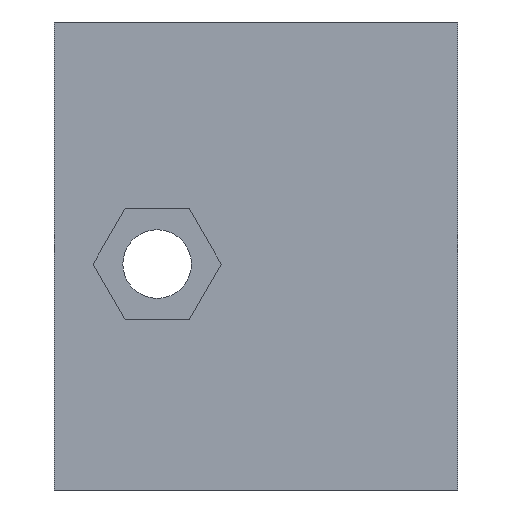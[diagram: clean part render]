
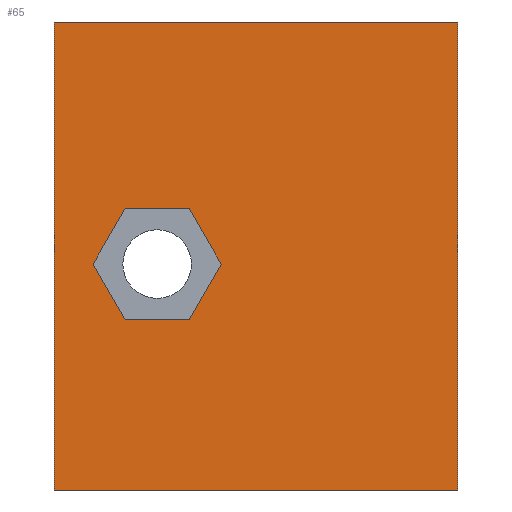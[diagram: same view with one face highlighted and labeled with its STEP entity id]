
A CAD part, left-side view. The second image highlights one B-rep face of the part: STEP entity #65.
In plain terms, the highlighted planar face has unit normal (-1, 0, 0).
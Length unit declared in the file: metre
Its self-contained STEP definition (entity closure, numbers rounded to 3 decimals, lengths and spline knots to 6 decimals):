
#65 = ADVANCED_FACE( '', ( #135, #136 ), #137, .T. );
#135 = FACE_OUTER_BOUND( '', #210, .T. );
#136 = FACE_BOUND( '', #211, .T. );
#137 = PLANE( '', #212 );
#210 = EDGE_LOOP( '', ( #334, #335, #336, #337 ) );
#211 = EDGE_LOOP( '', ( #338, #339, #340, #341, #342, #343 ) );
#212 = AXIS2_PLACEMENT_3D( '', #344, #345, #346 );
#334 = ORIENTED_EDGE( '', *, *, #440, .F. );
#335 = ORIENTED_EDGE( '', *, *, #436, .T. );
#336 = ORIENTED_EDGE( '', *, *, #469, .T. );
#337 = ORIENTED_EDGE( '', *, *, #476, .F. );
#338 = ORIENTED_EDGE( '', *, *, #477, .T. );
#339 = ORIENTED_EDGE( '', *, *, #464, .T. );
#340 = ORIENTED_EDGE( '', *, *, #460, .T. );
#341 = ORIENTED_EDGE( '', *, *, #478, .T. );
#342 = ORIENTED_EDGE( '', *, *, #479, .T. );
#343 = ORIENTED_EDGE( '', *, *, #480, .T. );
#344 = CARTESIAN_POINT( '', ( -0.0142, 0.0362, 0.0324 ) );
#345 = DIRECTION( '', ( -1., 0., 0. ) );
#346 = DIRECTION( '', ( 0., -1., 0. ) );
#436 = EDGE_CURVE( '', #512, #510, #513, .T. );
#440 = EDGE_CURVE( '', #512, #518, #519, .T. );
#460 = EDGE_CURVE( '', #551, #549, #552, .T. );
#464 = EDGE_CURVE( '', #557, #551, #558, .T. );
#469 = EDGE_CURVE( '', #510, #563, #565, .T. );
#476 = EDGE_CURVE( '', #518, #563, #573, .T. );
#477 = EDGE_CURVE( '', #574, #557, #575, .T. );
#478 = EDGE_CURVE( '', #549, #576, #577, .T. );
#479 = EDGE_CURVE( '', #576, #578, #579, .T. );
#480 = EDGE_CURVE( '', #578, #574, #580, .T. );
#510 = VERTEX_POINT( '', #618 );
#512 = VERTEX_POINT( '', #621 );
#513 = LINE( '', #622, #623 );
#518 = VERTEX_POINT( '', #630 );
#519 = LINE( '', #631, #632 );
#549 = VERTEX_POINT( '', #674 );
#551 = VERTEX_POINT( '', #677 );
#552 = LINE( '', #678, #679 );
#557 = VERTEX_POINT( '', #686 );
#558 = LINE( '', #687, #688 );
#563 = VERTEX_POINT( '', #695 );
#565 = LINE( '', #698, #699 );
#573 = LINE( '', #709, #710 );
#574 = VERTEX_POINT( '', #711 );
#575 = LINE( '', #712, #713 );
#576 = VERTEX_POINT( '', #714 );
#577 = LINE( '', #715, #716 );
#578 = VERTEX_POINT( '', #717 );
#579 = LINE( '', #718, #719 );
#580 = LINE( '', #720, #721 );
#618 = CARTESIAN_POINT( '', ( -0.0142, 0.0262, 0.0208 ) );
#621 = CARTESIAN_POINT( '', ( -0.0142, 0.0462, 0.0208 ) );
#622 = CARTESIAN_POINT( '', ( -0.0142, 0.039453, 0.0208 ) );
#623 = VECTOR( '', #762, 1. );
#630 = CARTESIAN_POINT( '', ( -0.0142, 0.0462, 0.044 ) );
#631 = CARTESIAN_POINT( '', ( -0.0142, 0.0462, 0.020798 ) );
#632 = VECTOR( '', #765, 1. );
#674 = CARTESIAN_POINT( '', ( -0.0142, 0.042688, 0.02925 ) );
#677 = CARTESIAN_POINT( '', ( -0.0142, 0.039512, 0.02925 ) );
#678 = CARTESIAN_POINT( '', ( -0.0142, 0.0411, 0.02925 ) );
#679 = VECTOR( '', #785, 1. );
#686 = CARTESIAN_POINT( '', ( -0.0142, 0.037925, 0.032 ) );
#687 = CARTESIAN_POINT( '', ( -0.0142, 0.038718, 0.030625 ) );
#688 = VECTOR( '', #788, 1. );
#695 = CARTESIAN_POINT( '', ( -0.0142, 0.0262, 0.044 ) );
#698 = CARTESIAN_POINT( '', ( -0.0142, 0.0262, 0.0324 ) );
#699 = VECTOR( '', #792, 1. );
#709 = CARTESIAN_POINT( '', ( -0.0142, 0.0362, 0.044 ) );
#710 = VECTOR( '', #798, 1. );
#711 = CARTESIAN_POINT( '', ( -0.0142, 0.039512, 0.03475 ) );
#712 = CARTESIAN_POINT( '', ( -0.0142, 0.038718, 0.033375 ) );
#713 = VECTOR( '', #799, 1. );
#714 = CARTESIAN_POINT( '', ( -0.0142, 0.044275, 0.032 ) );
#715 = CARTESIAN_POINT( '', ( -0.0142, 0.043482, 0.030625 ) );
#716 = VECTOR( '', #800, 1. );
#717 = CARTESIAN_POINT( '', ( -0.0142, 0.042688, 0.03475 ) );
#718 = CARTESIAN_POINT( '', ( -0.0142, 0.043482, 0.033375 ) );
#719 = VECTOR( '', #801, 1. );
#720 = CARTESIAN_POINT( '', ( -0.0142, 0.0411, 0.03475 ) );
#721 = VECTOR( '', #802, 1. );
#762 = DIRECTION( '', ( 0., -1., 0. ) );
#765 = DIRECTION( '', ( 0., 0., 1. ) );
#785 = DIRECTION( '', ( 0., 1., 0. ) );
#788 = DIRECTION( '', ( 0., 0.5, -0.866 ) );
#792 = DIRECTION( '', ( 0., 0., 1. ) );
#798 = DIRECTION( '', ( 0., -1., 0. ) );
#799 = DIRECTION( '', ( 0., -0.5, -0.866 ) );
#800 = DIRECTION( '', ( 0., 0.5, 0.866 ) );
#801 = DIRECTION( '', ( 0., -0.5, 0.866 ) );
#802 = DIRECTION( '', ( 0., -1., 0. ) );
